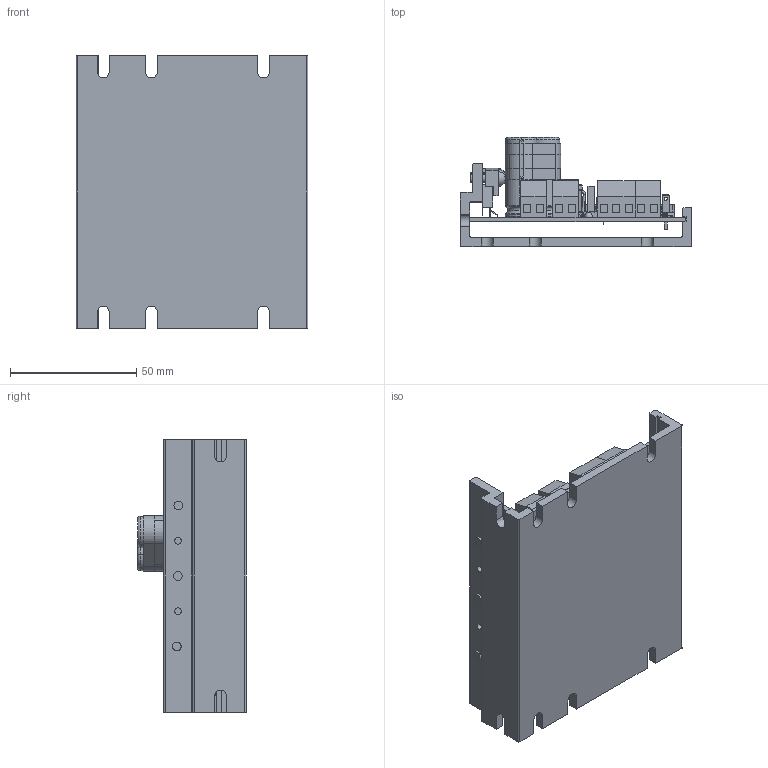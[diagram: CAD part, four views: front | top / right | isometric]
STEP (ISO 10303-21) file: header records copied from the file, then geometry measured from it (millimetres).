
FILE_DESCRIPTION (( 'STEP AP214' ), '1' );
FILE_NAME ('GSD1-48-10C.STEP', '2015-06-03T13:14:46', ( '' ), ( '' ), 'SwSTEP 2.0', 'SolidWorks 2015', '' );
FILE_SCHEMA (( 'AUTOMOTIVE_DESIGN' ));
Length unit declared in the file: millimetre
Products named in the file (1): GSD1-48-10C
Bounding box: 91.95 x 43.17 x 107.95 mm (x, y, z)
Surface area: 66568.2 mm2 (no closed solid volume)
Topology: 0 solids, 133 shells, 1212 faces, 4535 edges, 3363 vertices
Faces by surface type: plane 854, cylinder 283, torus 61, bspline 10, sphere 2, cone 2
Entity records: 61317 total; most frequent: CARTESIAN_POINT 9343, DIRECTION 8190, ORIENTED_EDGE 6822, EDGE_CURVE 4527, VERTEX_POINT 3361, LINE 3166, VECTOR 3166, AXIS2_PLACEMENT_3D 2512
